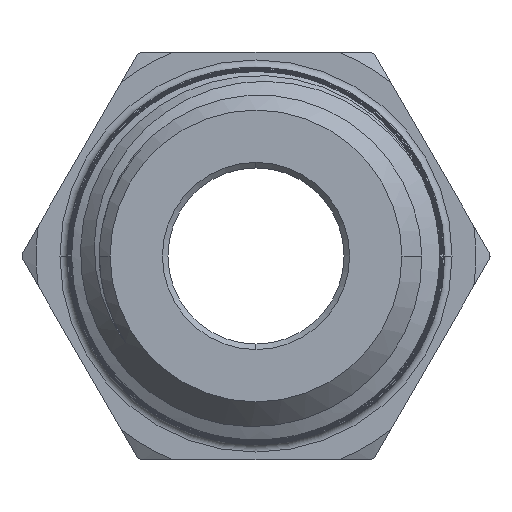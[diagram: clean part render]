
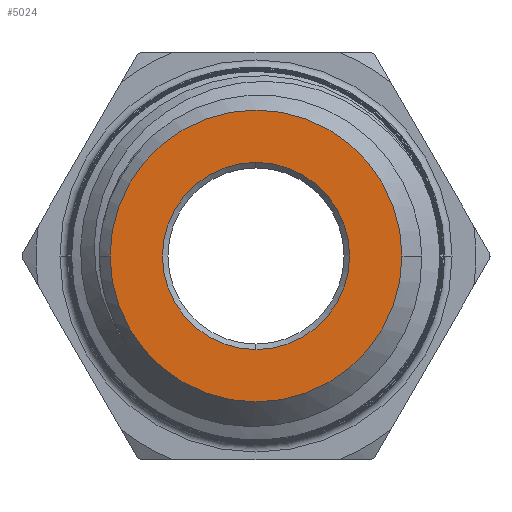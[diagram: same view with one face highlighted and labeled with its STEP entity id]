
A CAD part, left-side view. The second image highlights one B-rep face of the part: STEP entity #5024.
In plain terms, the highlighted planar face has unit normal (-1, 0, 0).
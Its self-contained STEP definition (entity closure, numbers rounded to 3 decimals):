
#1431=CARTESIAN_POINT('',(-9.525,0.,0.));
#1432=DIRECTION('',(1.,0.,0.));
#1433=DIRECTION('',(0.,-1.,0.));
#1434=AXIS2_PLACEMENT_3D('',#1431,#1432,#1433);
#1436=CARTESIAN_POINT('',(-9.525,0.,0.));
#1437=DIRECTION('',(1.,0.,0.));
#1438=DIRECTION('',(0.,1.,0.));
#1439=AXIS2_PLACEMENT_3D('',#1436,#1437,#1438);
#1441=CARTESIAN_POINT('',(-9.525,0.,0.));
#1442=DIRECTION('',(1.,0.,0.));
#1443=DIRECTION('',(0.,0.,1.));
#1444=AXIS2_PLACEMENT_3D('',#1441,#1442,#1443);
#1446=CARTESIAN_POINT('',(-9.525,0.,0.));
#1447=DIRECTION('',(1.,0.,0.));
#1448=DIRECTION('',(0.,0.,-1.));
#1449=AXIS2_PLACEMENT_3D('',#1446,#1447,#1448);
#3136=CARTESIAN_POINT('',(-9.525,-3.977,0.));
#3137=CARTESIAN_POINT('',(-9.525,3.977,0.));
#3138=VERTEX_POINT('',#3136);
#3139=VERTEX_POINT('',#3137);
#3149=CARTESIAN_POINT('',(-9.525,0.,2.55));
#3150=CARTESIAN_POINT('',(-9.525,0.,-2.55));
#3151=VERTEX_POINT('',#3149);
#3152=VERTEX_POINT('',#3150);
#5009=CARTESIAN_POINT('',(-9.525,0.,0.));
#5010=DIRECTION('',(1.,0.,0.));
#5011=DIRECTION('',(0.,-1.,0.));
#5012=AXIS2_PLACEMENT_3D('',#5009,#5010,#5011);
#5013=PLANE('',#5012);
#5014=ORIENTED_EDGE('',*,*,#4835,.T.);
#5015=ORIENTED_EDGE('',*,*,#4999,.T.);
#5016=EDGE_LOOP('',(#5014,#5015));
#5017=FACE_OUTER_BOUND('',#5016,.F.);
#5019=ORIENTED_EDGE('',*,*,#5018,.F.);
#5021=ORIENTED_EDGE('',*,*,#5020,.F.);
#5022=EDGE_LOOP('',(#5019,#5021));
#5023=FACE_BOUND('',#5022,.F.);
#1435=CIRCLE('',#1434,3.977);
#1440=CIRCLE('',#1439,3.977);
#1445=CIRCLE('',#1444,2.55);
#1450=CIRCLE('',#1449,2.55);
#4835=EDGE_CURVE('',#3138,#3139,#1435,.T.);
#4999=EDGE_CURVE('',#3139,#3138,#1440,.T.);
#5018=EDGE_CURVE('',#3151,#3152,#1445,.T.);
#5020=EDGE_CURVE('',#3152,#3151,#1450,.T.);
#5024=ADVANCED_FACE('',(#5017,#5023),#5013,.F.);
